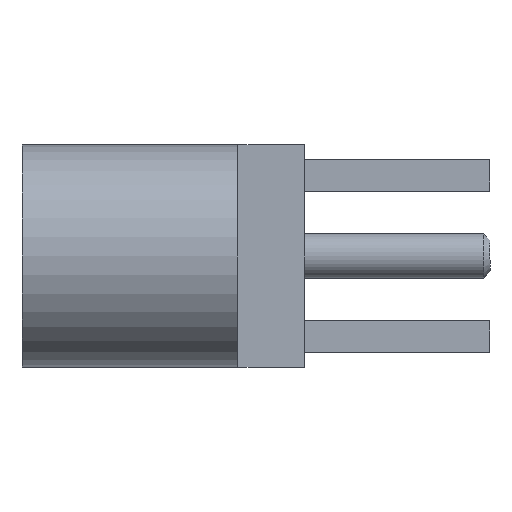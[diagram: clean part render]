
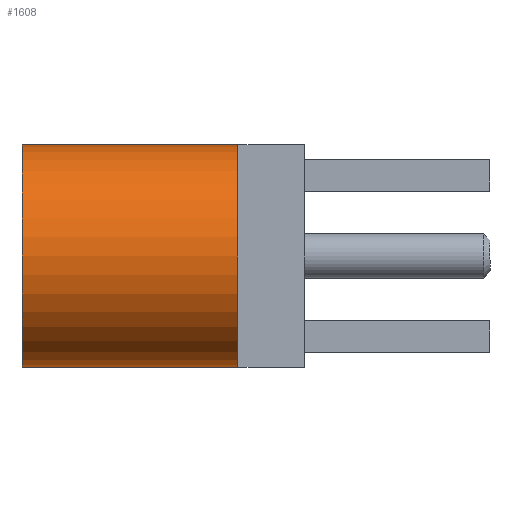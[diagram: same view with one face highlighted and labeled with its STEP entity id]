
A CAD part, front view. The second image highlights one B-rep face of the part: STEP entity #1608.
In plain terms, the highlighted cylindrical face has radius 1.75 mm (diameter 3.5 mm), a partial arc.
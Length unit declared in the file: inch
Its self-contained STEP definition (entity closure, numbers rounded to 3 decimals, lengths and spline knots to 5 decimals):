
#135 = FACE_OUTER_BOUND ( 'NONE', #2552, .T. ) ;
#161 = VECTOR ( 'NONE', #4374, 39.37008 ) ;
#180 = DIRECTION ( 'NONE',  ( 0., 0., 1. ) ) ;
#396 = AXIS2_PLACEMENT_3D ( 'NONE', #3447, #3506, #180 ) ;
#418 = ORIENTED_EDGE ( 'NONE', *, *, #1412, .T. ) ;
#459 = CARTESIAN_POINT ( 'NONE',  ( 0.13386, 0., -0.0689 ) ) ;
#581 = LINE ( 'NONE', #4325, #161 ) ;
#613 = VERTEX_POINT ( 'NONE', #2924 ) ;
#670 = DIRECTION ( 'NONE',  ( 0., 0., 1. ) ) ;
#861 = DIRECTION ( 'NONE',  ( 0., 0., 1. ) ) ;
#865 = VECTOR ( 'NONE', #4643, 39.37008 ) ;
#1078 = DIRECTION ( 'NONE',  ( 1., 0., 0. ) ) ;
#1184 = VERTEX_POINT ( 'NONE', #3569 ) ;
#1257 = CARTESIAN_POINT ( 'NONE',  ( 0.13386, 0., 0.0689 ) ) ;
#1265 = LINE ( 'NONE', #459, #865 ) ;
#1297 = DIRECTION ( 'NONE',  ( -1., 0., 0. ) ) ;
#1412 = EDGE_CURVE ( 'NONE', #3514, #1184, #4066, .T. ) ;
#1608 = ADVANCED_FACE ( 'NONE', ( #135 ), #3905, .T. ) ;
#1619 = EDGE_CURVE ( 'NONE', #613, #1184, #1265, .T. ) ;
#1640 = EDGE_CURVE ( 'NONE', #3090, #3250, #2888, .T. ) ;
#1801 = ORIENTED_EDGE ( 'NONE', *, *, #2960, .T. ) ;
#2398 = CARTESIAN_POINT ( 'NONE',  ( 0.13386, 0., 0. ) ) ;
#2447 = AXIS2_PLACEMENT_3D ( 'NONE', #2398, #1297, #861 ) ;
#2489 = EDGE_CURVE ( 'NONE', #3250, #3514, #581, .T. ) ;
#2552 = EDGE_LOOP ( 'NONE', ( #3036, #1801, #4775, #3562, #418 ) ) ;
#2585 = AXIS2_PLACEMENT_3D ( 'NONE', #3279, #1078, #670 ) ;
#2888 = CIRCLE ( 'NONE', #396, 0.0689 ) ;
#2924 = CARTESIAN_POINT ( 'NONE',  ( 0.13386, 0., -0.0689 ) ) ;
#2960 = EDGE_CURVE ( 'NONE', #613, #3090, #3458, .T. ) ;
#3036 = ORIENTED_EDGE ( 'NONE', *, *, #1619, .F. ) ;
#3090 = VERTEX_POINT ( 'NONE', #3293 ) ;
#3113 = DIRECTION ( 'NONE',  ( -1., 0., 0. ) ) ;
#3174 = DIRECTION ( 'NONE',  ( 0., 0., 1. ) ) ;
#3250 = VERTEX_POINT ( 'NONE', #1257 ) ;
#3279 = CARTESIAN_POINT ( 'NONE',  ( 0., 0., 0. ) ) ;
#3293 = CARTESIAN_POINT ( 'NONE',  ( 0.13386, -0.0689, 0. ) ) ;
#3447 = CARTESIAN_POINT ( 'NONE',  ( 0.13386, 0., 0. ) ) ;
#3458 = CIRCLE ( 'NONE', #2447, 0.0689 ) ;
#3506 = DIRECTION ( 'NONE',  ( -1., 0., 0. ) ) ;
#3514 = VERTEX_POINT ( 'NONE', #4214 ) ;
#3562 = ORIENTED_EDGE ( 'NONE', *, *, #2489, .T. ) ;
#3569 = CARTESIAN_POINT ( 'NONE',  ( 0., 0., -0.0689 ) ) ;
#3905 = CYLINDRICAL_SURFACE ( 'NONE', #4070, 0.0689 ) ;
#4066 = CIRCLE ( 'NONE', #2585, 0.0689 ) ;
#4070 = AXIS2_PLACEMENT_3D ( 'NONE', #4299, #3113, #3174 ) ;
#4214 = CARTESIAN_POINT ( 'NONE',  ( 0., 0., 0.0689 ) ) ;
#4299 = CARTESIAN_POINT ( 'NONE',  ( 0.13386, 0., 0. ) ) ;
#4325 = CARTESIAN_POINT ( 'NONE',  ( 0.13386, 0., 0.0689 ) ) ;
#4374 = DIRECTION ( 'NONE',  ( -1., 0., 0. ) ) ;
#4643 = DIRECTION ( 'NONE',  ( -1., 0., 0. ) ) ;
#4775 = ORIENTED_EDGE ( 'NONE', *, *, #1640, .T. ) ;
